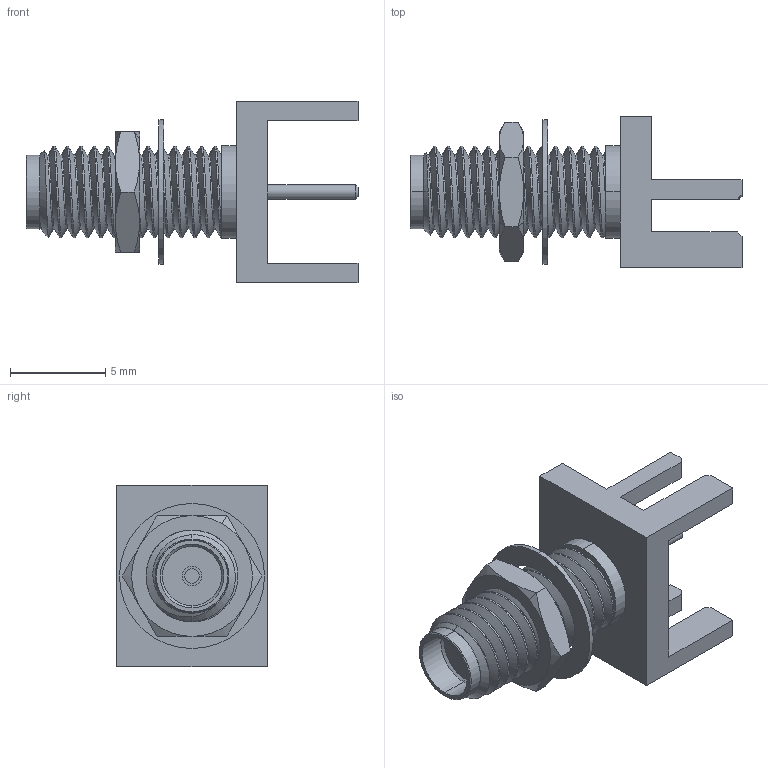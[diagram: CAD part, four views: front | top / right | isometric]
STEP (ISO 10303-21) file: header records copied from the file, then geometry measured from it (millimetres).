
FILE_DESCRIPTION (( 'STEP AP203' ), '1' );
FILE_NAME ('PE45406.step', '2018-04-04T19:44:59', ( '' ), ( '' ), 'SwSTEP 2.0', 'SolidWorks 2017', '' );
FILE_SCHEMA (( 'CONFIG_CONTROL_DESIGN' ));
Length unit declared in the file: inch
Products named in the file (1): PE45406
Bounding box: 17.45 x 7.92 x 9.53 mm (x, y, z)
Volume: 332.2 mm3; surface area: 776.7 mm2
Topology: 4 solids, 5 shells, 136 faces, 334 edges, 215 vertices
Faces by surface type: cylinder 52, plane 45, cone 29, bspline 10
Entity records: 7777 total; most frequent: CARTESIAN_POINT 4767, ORIENTED_EDGE 668, DIRECTION 538, EDGE_CURVE 334, VERTEX_POINT 215, AXIS2_PLACEMENT_3D 200, EDGE_LOOP 149, VECTOR 138
